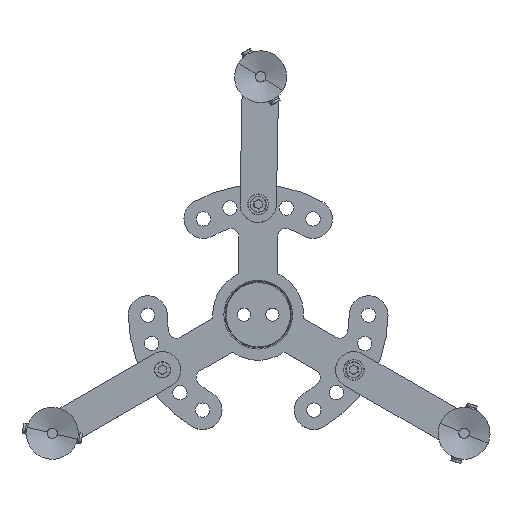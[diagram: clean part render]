
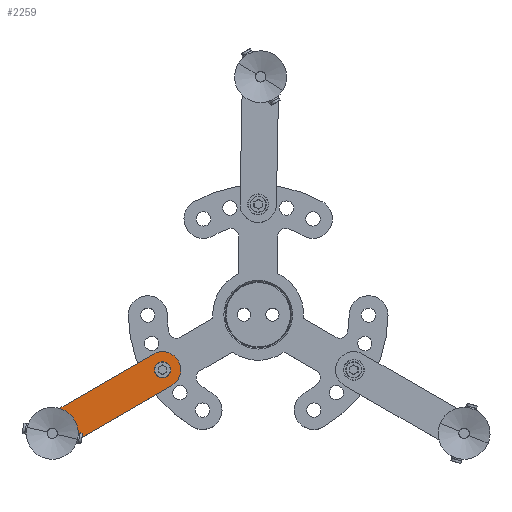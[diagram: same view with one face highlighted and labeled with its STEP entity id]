
A CAD part, top view. The second image highlights one B-rep face of the part: STEP entity #2259.
In plain terms, the highlighted planar face has unit normal (0, 0, 1).
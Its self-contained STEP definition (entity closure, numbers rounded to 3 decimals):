
#676 = EDGE_LOOP ( 'NONE', ( #4705, #4725, #4720, #4758, #4717, #4764 ) ) ;
#683 = EDGE_LOOP ( 'NONE', ( #4811, #4748 ) ) ;
#2259 = ADVANCED_FACE ( 'NONE', ( #4976, #5024 ), #17293, .T. ) ;
#3513 = AXIS2_PLACEMENT_3D ( 'NONE', #17304, #17302, #17311 ) ;
#4705 = ORIENTED_EDGE ( 'NONE', *, *, #16553, .F. ) ;
#4717 = ORIENTED_EDGE ( 'NONE', *, *, #16559, .T. ) ;
#4720 = ORIENTED_EDGE ( 'NONE', *, *, #16566, .T. ) ;
#4725 = ORIENTED_EDGE ( 'NONE', *, *, #16561, .T. ) ;
#4748 = ORIENTED_EDGE ( 'NONE', *, *, #16563, .T. ) ;
#4758 = ORIENTED_EDGE ( 'NONE', *, *, #16523, .T. ) ;
#4764 = ORIENTED_EDGE ( 'NONE', *, *, #16570, .F. ) ;
#4811 = ORIENTED_EDGE ( 'NONE', *, *, #16526, .T. ) ;
#4976 = FACE_OUTER_BOUND ( 'NONE', #676, .T. ) ;
#5024 = FACE_BOUND ( 'NONE', #683, .T. ) ;
#10025 = VERTEX_POINT ( 'NONE', #13517 ) ;
#10034 = VERTEX_POINT ( 'NONE', #13514 ) ;
#10047 = VERTEX_POINT ( 'NONE', #13508 ) ;
#10049 = VERTEX_POINT ( 'NONE', #13509 ) ;
#10050 = VERTEX_POINT ( 'NONE', #13529 ) ;
#10052 = VERTEX_POINT ( 'NONE', #13510 ) ;
#10063 = VERTEX_POINT ( 'NONE', #13538 ) ;
#10066 = VERTEX_POINT ( 'NONE', #13482 ) ;
#12268 = AXIS2_PLACEMENT_3D ( 'NONE', #13933, #13944, #13918 ) ;
#12273 = AXIS2_PLACEMENT_3D ( 'NONE', #13941, #13921, #13903 ) ;
#12278 = AXIS2_PLACEMENT_3D ( 'NONE', #13765, #13772, #13775 ) ;
#12282 = AXIS2_PLACEMENT_3D ( 'NONE', #13886, #13924, #13919 ) ;
#12285 = AXIS2_PLACEMENT_3D ( 'NONE', #13763, #13764, #13802 ) ;
#12288 = AXIS2_PLACEMENT_3D ( 'NONE', #13896, #13883, #13857 ) ;
#13482 = CARTESIAN_POINT ( 'NONE',  ( -33., -7., 8. ) ) ;
#13508 = CARTESIAN_POINT ( 'NONE',  ( -35.55, 0., 8. ) ) ;
#13509 = CARTESIAN_POINT ( 'NONE',  ( -40., 0., 8. ) ) ;
#13510 = CARTESIAN_POINT ( 'NONE',  ( 12.127, -7., 8. ) ) ;
#13514 = CARTESIAN_POINT ( 'NONE',  ( 8., 0., 8. ) ) ;
#13517 = CARTESIAN_POINT ( 'NONE',  ( -33., 7., 8. ) ) ;
#13529 = CARTESIAN_POINT ( 'NONE',  ( -30.45, 0., 8. ) ) ;
#13538 = CARTESIAN_POINT ( 'NONE',  ( 12.127, 7., 8. ) ) ;
#13763 = CARTESIAN_POINT ( 'NONE',  ( -33., 0., 8. ) ) ;
#13764 = DIRECTION ( 'NONE',  ( 0., 0., 1. ) ) ;
#13765 = CARTESIAN_POINT ( 'NONE',  ( -33., 0., 8. ) ) ;
#13772 = DIRECTION ( 'NONE',  ( 0., 0., -1. ) ) ;
#13775 = DIRECTION ( 'NONE',  ( -1., 0., 0. ) ) ;
#13802 = DIRECTION ( 'NONE',  ( 1., 0., 0. ) ) ;
#13857 = DIRECTION ( 'NONE',  ( 1., 0., 0. ) ) ;
#13863 = DIRECTION ( 'NONE',  ( -1., 0., 0. ) ) ;
#13883 = DIRECTION ( 'NONE',  ( 0., 0., 1. ) ) ;
#13884 = DIRECTION ( 'NONE',  ( 1., 0., 0. ) ) ;
#13886 = CARTESIAN_POINT ( 'NONE',  ( -33., 0., 8. ) ) ;
#13893 = CARTESIAN_POINT ( 'NONE',  ( -40., 7., 8. ) ) ;
#13896 = CARTESIAN_POINT ( 'NONE',  ( 16., 0., 8. ) ) ;
#13898 = CARTESIAN_POINT ( 'NONE',  ( -40., -7., 8. ) ) ;
#13903 = DIRECTION ( 'NONE',  ( 1., 0., 0. ) ) ;
#13918 = DIRECTION ( 'NONE',  ( 1., 0., 0. ) ) ;
#13919 = DIRECTION ( 'NONE',  ( -1., 0., 0. ) ) ;
#13921 = DIRECTION ( 'NONE',  ( 0., 0., 1. ) ) ;
#13924 = DIRECTION ( 'NONE',  ( 0., 0., -1. ) ) ;
#13933 = CARTESIAN_POINT ( 'NONE',  ( -33., 0., 8. ) ) ;
#13941 = CARTESIAN_POINT ( 'NONE',  ( 16., 0., 8. ) ) ;
#13944 = DIRECTION ( 'NONE',  ( 0., 0., 1. ) ) ;
#14467 = CIRCLE ( 'NONE', #12285, 7. ) ;
#14503 = CIRCLE ( 'NONE', #12278, 2.55 ) ;
#14505 = LINE ( 'NONE', #13898, #14546 ) ;
#14507 = CIRCLE ( 'NONE', #12268, 7. ) ;
#14519 = CIRCLE ( 'NONE', #12273, 8. ) ;
#14528 = CIRCLE ( 'NONE', #12288, 8. ) ;
#14537 = LINE ( 'NONE', #13893, #14538 ) ;
#14538 = VECTOR ( 'NONE', #13863, 1000. ) ;
#14543 = CIRCLE ( 'NONE', #12282, 2.55 ) ;
#14546 = VECTOR ( 'NONE', #13884, 1000. ) ;
#16523 = EDGE_CURVE ( 'NONE', #10049, #10066, #14467, .T. ) ;
#16526 = EDGE_CURVE ( 'NONE', #10047, #10050, #14503, .T. ) ;
#16553 = EDGE_CURVE ( 'NONE', #10063, #10034, #14528, .T. ) ;
#16559 = EDGE_CURVE ( 'NONE', #10066, #10052, #14505, .T. ) ;
#16561 = EDGE_CURVE ( 'NONE', #10063, #10025, #14537, .T. ) ;
#16563 = EDGE_CURVE ( 'NONE', #10050, #10047, #14543, .T. ) ;
#16566 = EDGE_CURVE ( 'NONE', #10025, #10049, #14507, .T. ) ;
#16570 = EDGE_CURVE ( 'NONE', #10034, #10052, #14519, .T. ) ;
#17293 = PLANE ( 'NONE',  #3513 ) ;
#17302 = DIRECTION ( 'NONE',  ( 0., 0., 1. ) ) ;
#17304 = CARTESIAN_POINT ( 'NONE',  ( -40., -7., 8. ) ) ;
#17311 = DIRECTION ( 'NONE',  ( 1., 0., 0. ) ) ;
